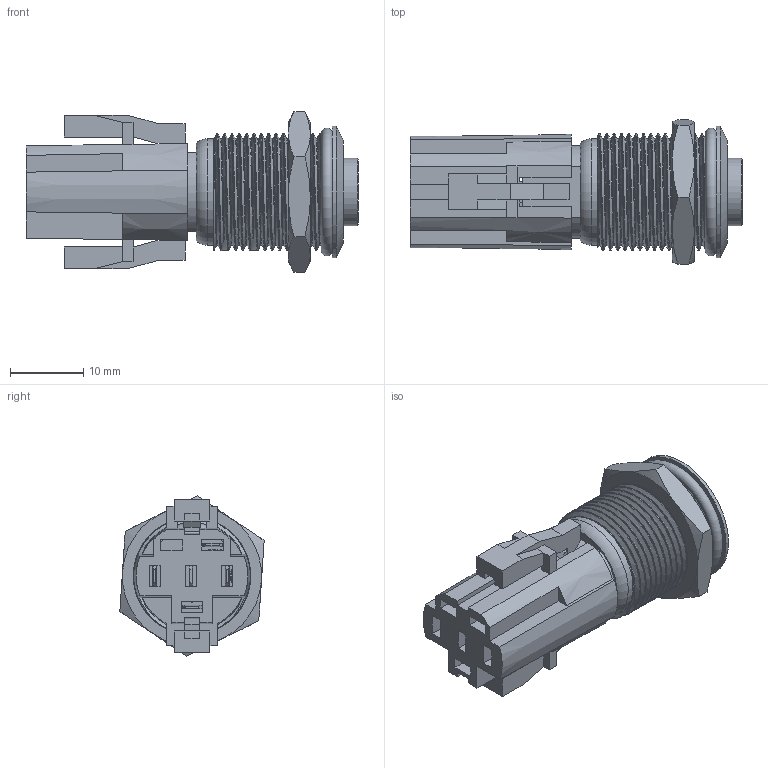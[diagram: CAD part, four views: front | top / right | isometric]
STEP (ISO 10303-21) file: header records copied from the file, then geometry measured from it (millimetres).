
FILE_DESCRIPTION(/* description */ (''),/* implementation_level */ '2;1');
FILE_NAME(/* name */ 'Momentary Switch, 1608.stp',/* time_stamp */ '2018-05-06T21:13:08-04:00',/* author */ ('Theo'),/* organization */ (''),/* preprocessor_version */ 'ST-DEVELOPER v17',/* originating_system */ 'Autodesk Inventor 2018',/* authorisation */ '');
FILE_SCHEMA (('AUTOMOTIVE_DESIGN { 1 0 10303 214 3 1 1 }'));
Length unit declared in the file: millimetre
Products named in the file (8): Momentary Switch, 1608; Body, 1608 Switch; LED, 1608 Switch; Button, 1608 Switch; Nut, 1608 Switch; O-Ring, 1608 Switch; Plastic Body, 1608 Switch; Connector, 1608 Switch
Assembly tree (7 placements, depth 2):
  Momentary Switch, 1608
    Body, 1608 Switch
    LED, 1608 Switch
    Button, 1608 Switch
    Nut, 1608 Switch
    O-Ring, 1608 Switch
    Plastic Body, 1608 Switch
    Connector, 1608 Switch
Bounding box: 45.3 x 19.7 x 21.89 mm (x, y, z)
Volume: 6134.6 mm3; surface area: 8461.3 mm2
Topology: 12 solids, 12 shells, 655 faces, 1754 edges, 1150 vertices
Faces by surface type: plane 420, bspline 166, cylinder 47, cone 20, torus 2
Full cylindrical faces by diameter (mm): 9.2 x2, 12.7 x3, 14.5 x1, 14.517 x5, 16 x19, 18 x1
Entity records: 31496 total; most frequent: CARTESIAN_POINT 15998, ORIENTED_EDGE 3508, DIRECTION 2442, EDGE_CURVE 1754, LINE 1232, VECTOR 1232, VERTEX_POINT 1150, EDGE_LOOP 716
